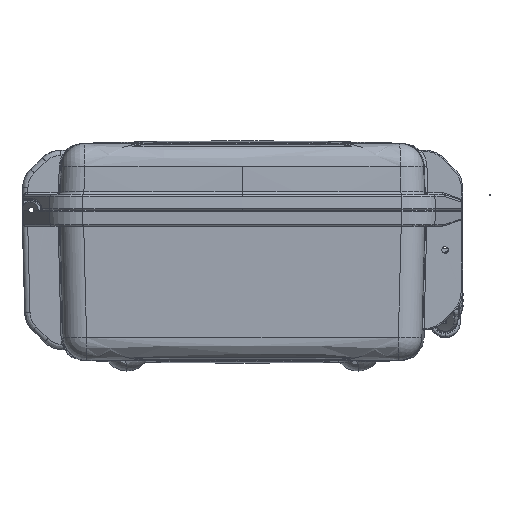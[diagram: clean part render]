
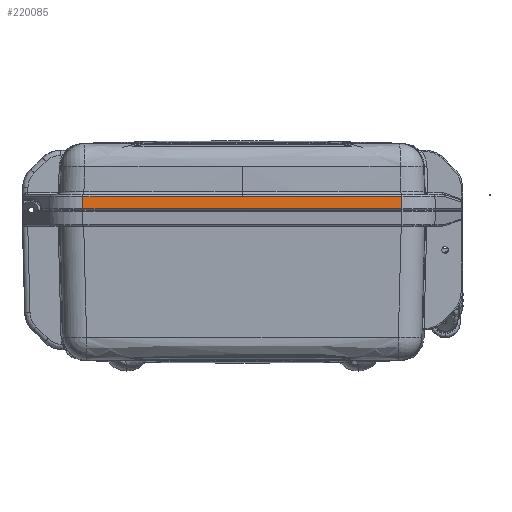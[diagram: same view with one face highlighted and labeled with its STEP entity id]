
A CAD part, left-side view. The second image highlights one B-rep face of the part: STEP entity #220085.
In plain terms, the highlighted conical face has half-angle 4 degrees and reference radius 5912.69 mm.
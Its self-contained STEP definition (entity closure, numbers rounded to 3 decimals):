
#4005 = CARTESIAN_POINT ( 'NONE',  ( -208.576, -119.865, 10.14 ) ) ;
#18014 = DIRECTION ( 'NONE',  ( 0., 0., -1. ) ) ;
#20329 = EDGE_LOOP ( 'NONE', ( #98076, #253334, #42060, #145047, #214971, #112341 ) ) ;
#21574 = EDGE_CURVE ( 'NONE', #58567, #127725, #165955, .T. ) ;
#22340 = AXIS2_PLACEMENT_3D ( 'NONE', #77090, #160712, #94667 ) ;
#24525 = DIRECTION ( 'NONE',  ( 0., 0., 1. ) ) ;
#25592 = CARTESIAN_POINT ( 'NONE',  ( -208.576, -119.865, 10.14 ) ) ;
#31424 = AXIS2_PLACEMENT_3D ( 'NONE', #158223, #240584, #203699 ) ;
#38272 = CARTESIAN_POINT ( 'NONE',  ( 5702.583, 0., 10.14 ) ) ;
#40452 = DIRECTION ( 'NONE',  ( -0.07, 0.001, -0.998 ) ) ;
#42060 = ORIENTED_EDGE ( 'NONE', *, *, #215543, .T. ) ;
#44461 = VERTEX_POINT ( 'NONE', #4005 ) ;
#52911 = CIRCLE ( 'NONE', #156357, 5912.374 ) ;
#58567 = VERTEX_POINT ( 'NONE', #236486 ) ;
#77090 = CARTESIAN_POINT ( 'NONE',  ( 5702.583, 0., 1.07 ) ) ;
#79320 = CARTESIAN_POINT ( 'NONE',  ( 5702.583, 0., 5.605 ) ) ;
#89161 = AXIS2_PLACEMENT_3D ( 'NONE', #79320, #141359, #137379 ) ;
#94667 = DIRECTION ( 'NONE',  ( -1., 0., 0. ) ) ;
#98076 = ORIENTED_EDGE ( 'NONE', *, *, #21574, .T. ) ;
#106243 = VERTEX_POINT ( 'NONE', #209147 ) ;
#106865 = DIRECTION ( 'NONE',  ( -1., 0., 0. ) ) ;
#107939 = LINE ( 'NONE', #25592, #147643 ) ;
#112341 = ORIENTED_EDGE ( 'NONE', *, *, #125376, .T. ) ;
#124001 = CARTESIAN_POINT ( 'NONE',  ( -209.21, -119.878, 1.07 ) ) ;
#125376 = EDGE_CURVE ( 'NONE', #260001, #58567, #52911, .T. ) ;
#127725 = VERTEX_POINT ( 'NONE', #249708 ) ;
#137379 = DIRECTION ( 'NONE',  ( 1., 0., 0. ) ) ;
#141359 = DIRECTION ( 'NONE',  ( 0., 0., -1. ) ) ;
#141693 = CARTESIAN_POINT ( 'NONE',  ( -208.576, 119.865, 10.14 ) ) ;
#145047 = ORIENTED_EDGE ( 'NONE', *, *, #243832, .F. ) ;
#147643 = VECTOR ( 'NONE', #213139, 1000. ) ;
#156357 = AXIS2_PLACEMENT_3D ( 'NONE', #38272, #18014, #224507 ) ;
#158223 = CARTESIAN_POINT ( 'NONE',  ( 5702.583, 0., 10.14 ) ) ;
#160712 = DIRECTION ( 'NONE',  ( 0., 0., 1. ) ) ;
#165955 = LINE ( 'NONE', #141693, #172512 ) ;
#172512 = VECTOR ( 'NONE', #40452, 1000. ) ;
#181664 = CIRCLE ( 'NONE', #22340, 5913.009 ) ;
#185679 = EDGE_CURVE ( 'NONE', #127725, #106243, #181664, .T. ) ;
#192201 = CIRCLE ( 'NONE', #248351, 5913.009 ) ;
#202109 = FACE_OUTER_BOUND ( 'NONE', #20329, .T. ) ;
#203699 = DIRECTION ( 'NONE',  ( -1., 0., 0. ) ) ;
#205304 = VERTEX_POINT ( 'NONE', #124001 ) ;
#209147 = CARTESIAN_POINT ( 'NONE',  ( -210.425, 0., 1.07 ) ) ;
#213139 = DIRECTION ( 'NONE',  ( -0.07, -0.001, -0.998 ) ) ;
#214971 = ORIENTED_EDGE ( 'NONE', *, *, #253268, .T. ) ;
#215543 = EDGE_CURVE ( 'NONE', #106243, #205304, #192201, .T. ) ;
#220085 = ADVANCED_FACE ( 'NONE', ( #202109 ), #240023, .T. ) ;
#224507 = DIRECTION ( 'NONE',  ( -1., 0., 0. ) ) ;
#225649 = CARTESIAN_POINT ( 'NONE',  ( 5702.583, 0., 1.07 ) ) ;
#236486 = CARTESIAN_POINT ( 'NONE',  ( -208.576, 119.865, 10.14 ) ) ;
#240023 = CONICAL_SURFACE ( 'NONE', #89161, 5912.691, 0.07 ) ;
#240584 = DIRECTION ( 'NONE',  ( 0., 0., -1. ) ) ;
#243832 = EDGE_CURVE ( 'NONE', #44461, #205304, #107939, .T. ) ;
#248351 = AXIS2_PLACEMENT_3D ( 'NONE', #225649, #24525, #106865 ) ;
#249708 = CARTESIAN_POINT ( 'NONE',  ( -209.21, 119.878, 1.07 ) ) ;
#253268 = EDGE_CURVE ( 'NONE', #44461, #260001, #255526, .T. ) ;
#253334 = ORIENTED_EDGE ( 'NONE', *, *, #185679, .T. ) ;
#255526 = CIRCLE ( 'NONE', #31424, 5912.374 ) ;
#260001 = VERTEX_POINT ( 'NONE', #267123 ) ;
#267123 = CARTESIAN_POINT ( 'NONE',  ( -209.791, 0., 10.14 ) ) ;
